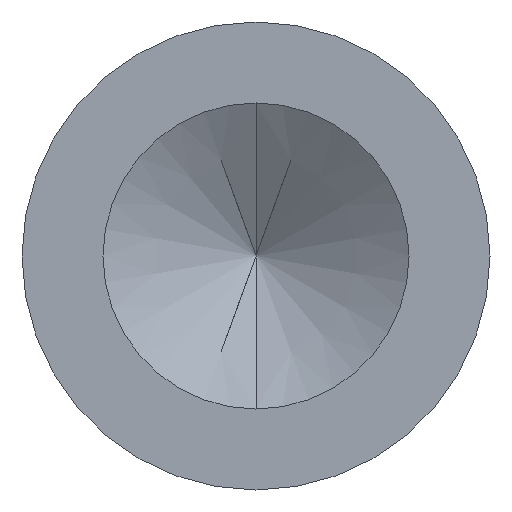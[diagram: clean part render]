
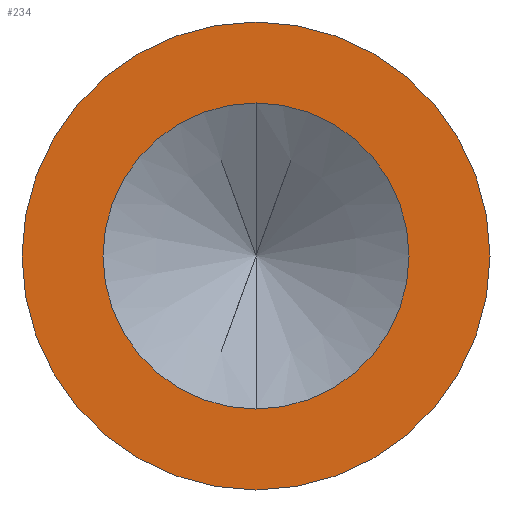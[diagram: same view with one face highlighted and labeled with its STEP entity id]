
A CAD part, left-side view. The second image highlights one B-rep face of the part: STEP entity #234.
In plain terms, the highlighted planar face has unit normal (-1, 0, 0).
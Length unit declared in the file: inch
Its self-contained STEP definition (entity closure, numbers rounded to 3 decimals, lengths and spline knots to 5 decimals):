
#1 = ORIENTED_EDGE ( 'NONE', *, *, #206, .T. ) ;
#9 = CARTESIAN_POINT ( 'NONE',  ( 0., 0., 0.0255 ) ) ;
#40 = FACE_BOUND ( 'NONE', #380, .T. ) ;
#42 = FACE_OUTER_BOUND ( 'NONE', #83, .T. ) ;
#47 = DIRECTION ( 'NONE',  ( 1., 0., 0. ) ) ;
#51 = CARTESIAN_POINT ( 'NONE',  ( 0., 0., 0. ) ) ;
#67 = CARTESIAN_POINT ( 'NONE',  ( 0., 0., 0.039 ) ) ;
#73 = DIRECTION ( 'NONE',  ( 0., 0., 1. ) ) ;
#83 = EDGE_LOOP ( 'NONE', ( #1, #257 ) ) ;
#87 = AXIS2_PLACEMENT_3D ( 'NONE', #367, #230, #335 ) ;
#103 = VERTEX_POINT ( 'NONE', #67 ) ;
#107 = DIRECTION ( 'NONE',  ( 0., 0., -1. ) ) ;
#111 = DIRECTION ( 'NONE',  ( 0., 0., 1. ) ) ;
#128 = CARTESIAN_POINT ( 'NONE',  ( 0., 0., -0.0255 ) ) ;
#145 = CIRCLE ( 'NONE', #306, 0.039 ) ;
#146 = VERTEX_POINT ( 'NONE', #9 ) ;
#156 = VERTEX_POINT ( 'NONE', #128 ) ;
#175 = AXIS2_PLACEMENT_3D ( 'NONE', #198, #47, #107 ) ;
#197 = DIRECTION ( 'NONE',  ( -1., 0., 0. ) ) ;
#198 = CARTESIAN_POINT ( 'NONE',  ( 0., 0., 0. ) ) ;
#203 = AXIS2_PLACEMENT_3D ( 'NONE', #233, #197, #73 ) ;
#206 = EDGE_CURVE ( 'NONE', #103, #325, #376, .T. ) ;
#207 = ORIENTED_EDGE ( 'NONE', *, *, #272, .F. ) ;
#208 = DIRECTION ( 'NONE',  ( 0., 0., 1. ) ) ;
#222 = EDGE_CURVE ( 'NONE', #156, #146, #300, .T. ) ;
#230 = DIRECTION ( 'NONE',  ( -1., 0., 0. ) ) ;
#233 = CARTESIAN_POINT ( 'NONE',  ( 0., 0., 0. ) ) ;
#234 = ADVANCED_FACE ( 'NONE', ( #40, #42 ), #284, .F. ) ;
#257 = ORIENTED_EDGE ( 'NONE', *, *, #377, .T. ) ;
#269 = AXIS2_PLACEMENT_3D ( 'NONE', #309, #289, #111 ) ;
#272 = EDGE_CURVE ( 'NONE', #146, #156, #322, .T. ) ;
#284 = PLANE ( 'NONE',  #175 ) ;
#289 = DIRECTION ( 'NONE',  ( -1., 0., 0. ) ) ;
#297 = ORIENTED_EDGE ( 'NONE', *, *, #222, .F. ) ;
#298 = DIRECTION ( 'NONE',  ( -1., 0., 0. ) ) ;
#300 = CIRCLE ( 'NONE', #269, 0.0255 ) ;
#306 = AXIS2_PLACEMENT_3D ( 'NONE', #51, #298, #208 ) ;
#309 = CARTESIAN_POINT ( 'NONE',  ( 0., 0., 0. ) ) ;
#318 = CARTESIAN_POINT ( 'NONE',  ( 0., 0., -0.039 ) ) ;
#322 = CIRCLE ( 'NONE', #87, 0.0255 ) ;
#325 = VERTEX_POINT ( 'NONE', #318 ) ;
#335 = DIRECTION ( 'NONE',  ( 0., 0., 1. ) ) ;
#367 = CARTESIAN_POINT ( 'NONE',  ( 0., 0., 0. ) ) ;
#376 = CIRCLE ( 'NONE', #203, 0.039 ) ;
#377 = EDGE_CURVE ( 'NONE', #325, #103, #145, .T. ) ;
#380 = EDGE_LOOP ( 'NONE', ( #207, #297 ) ) ;
